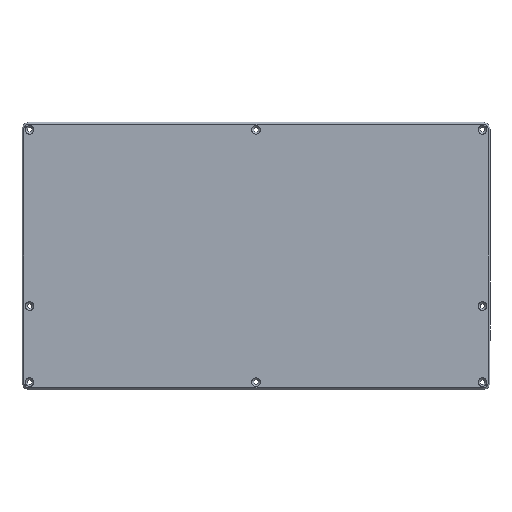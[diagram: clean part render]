
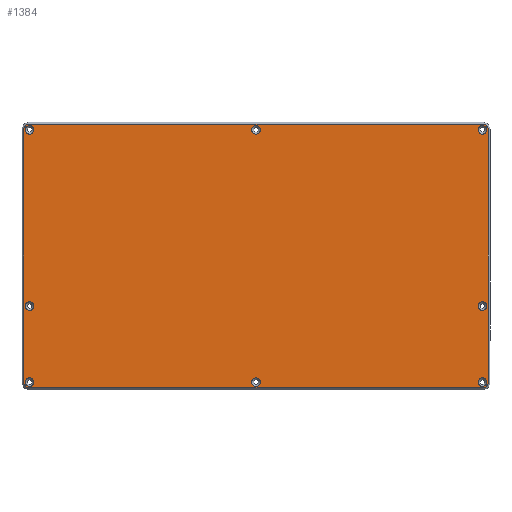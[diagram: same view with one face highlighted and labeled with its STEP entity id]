
A CAD part, front view. The second image highlights one B-rep face of the part: STEP entity #1384.
In plain terms, the highlighted planar face has unit normal (0, -1, 0).
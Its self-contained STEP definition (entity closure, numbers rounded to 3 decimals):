
#23=FACE_BOUND('',#282,.T.);
#24=FACE_BOUND('',#283,.T.);
#25=FACE_BOUND('',#284,.T.);
#26=FACE_BOUND('',#285,.T.);
#27=FACE_BOUND('',#286,.T.);
#28=FACE_BOUND('',#287,.T.);
#29=FACE_BOUND('',#288,.T.);
#30=FACE_BOUND('',#289,.T.);
#92=CIRCLE('',#1501,3.);
#93=CIRCLE('',#1504,3.);
#94=CIRCLE('',#1507,3.);
#96=CIRCLE('',#1511,3.);
#98=CIRCLE('',#1515,2.25);
#99=CIRCLE('',#1516,2.25);
#100=CIRCLE('',#1517,2.25);
#101=CIRCLE('',#1518,2.25);
#102=CIRCLE('',#1519,2.25);
#103=CIRCLE('',#1520,2.25);
#104=CIRCLE('',#1521,2.25);
#105=CIRCLE('',#1522,2.25);
#196=FACE_OUTER_BOUND('',#281,.T.);
#281=EDGE_LOOP('',(#1092,#1093,#1094,#1095,#1096,#1097,#1098,#1099));
#282=EDGE_LOOP('',(#1100));
#283=EDGE_LOOP('',(#1101));
#284=EDGE_LOOP('',(#1102));
#285=EDGE_LOOP('',(#1103));
#286=EDGE_LOOP('',(#1104));
#287=EDGE_LOOP('',(#1105));
#288=EDGE_LOOP('',(#1106));
#289=EDGE_LOOP('',(#1107));
#386=LINE('',#2254,#499);
#391=LINE('',#2265,#504);
#394=LINE('',#2273,#507);
#397=LINE('',#2284,#510);
#499=VECTOR('',#1774,10.);
#504=VECTOR('',#1785,10.);
#507=VECTOR('',#1794,10.);
#510=VECTOR('',#1805,10.);
#638=VERTEX_POINT('',#2251);
#639=VERTEX_POINT('',#2253);
#641=VERTEX_POINT('',#2259);
#642=VERTEX_POINT('',#2263);
#643=VERTEX_POINT('',#2267);
#644=VERTEX_POINT('',#2271);
#646=VERTEX_POINT('',#2276);
#648=VERTEX_POINT('',#2282);
#649=VERTEX_POINT('',#2292);
#650=VERTEX_POINT('',#2294);
#651=VERTEX_POINT('',#2296);
#652=VERTEX_POINT('',#2298);
#653=VERTEX_POINT('',#2300);
#654=VERTEX_POINT('',#2302);
#655=VERTEX_POINT('',#2304);
#656=VERTEX_POINT('',#2306);
#797=EDGE_CURVE('',#638,#639,#386,.T.);
#801=EDGE_CURVE('',#641,#638,#92,.T.);
#803=EDGE_CURVE('',#642,#641,#391,.T.);
#805=EDGE_CURVE('',#643,#642,#93,.T.);
#807=EDGE_CURVE('',#644,#643,#394,.T.);
#809=EDGE_CURVE('',#646,#644,#94,.T.);
#812=EDGE_CURVE('',#648,#646,#397,.T.);
#814=EDGE_CURVE('',#639,#648,#96,.T.);
#817=EDGE_CURVE('',#649,#649,#98,.T.);
#818=EDGE_CURVE('',#650,#650,#99,.T.);
#819=EDGE_CURVE('',#651,#651,#100,.T.);
#820=EDGE_CURVE('',#652,#652,#101,.T.);
#821=EDGE_CURVE('',#653,#653,#102,.T.);
#822=EDGE_CURVE('',#654,#654,#103,.T.);
#823=EDGE_CURVE('',#655,#655,#104,.T.);
#824=EDGE_CURVE('',#656,#656,#105,.T.);
#1092=ORIENTED_EDGE('',*,*,#797,.F.);
#1093=ORIENTED_EDGE('',*,*,#801,.F.);
#1094=ORIENTED_EDGE('',*,*,#803,.F.);
#1095=ORIENTED_EDGE('',*,*,#805,.F.);
#1096=ORIENTED_EDGE('',*,*,#807,.F.);
#1097=ORIENTED_EDGE('',*,*,#809,.F.);
#1098=ORIENTED_EDGE('',*,*,#812,.F.);
#1099=ORIENTED_EDGE('',*,*,#814,.F.);
#1100=ORIENTED_EDGE('',*,*,#817,.T.);
#1101=ORIENTED_EDGE('',*,*,#818,.T.);
#1102=ORIENTED_EDGE('',*,*,#819,.T.);
#1103=ORIENTED_EDGE('',*,*,#820,.T.);
#1104=ORIENTED_EDGE('',*,*,#821,.T.);
#1105=ORIENTED_EDGE('',*,*,#822,.T.);
#1106=ORIENTED_EDGE('',*,*,#823,.T.);
#1107=ORIENTED_EDGE('',*,*,#824,.T.);
#1339=PLANE('',#1514);
#1384=ADVANCED_FACE('',(#196,#23,#24,#25,#26,#27,#28,#29,#30),#1339,.F.);
#1501=AXIS2_PLACEMENT_3D('',#2261,#1780,#1781);
#1504=AXIS2_PLACEMENT_3D('',#2269,#1789,#1790);
#1507=AXIS2_PLACEMENT_3D('',#2278,#1798,#1799);
#1511=AXIS2_PLACEMENT_3D('',#2287,#1809,#1810);
#1514=AXIS2_PLACEMENT_3D('',#2291,#1816,#1817);
#1515=AXIS2_PLACEMENT_3D('',#2293,#1818,#1819);
#1516=AXIS2_PLACEMENT_3D('',#2295,#1820,#1821);
#1517=AXIS2_PLACEMENT_3D('',#2297,#1822,#1823);
#1518=AXIS2_PLACEMENT_3D('',#2299,#1824,#1825);
#1519=AXIS2_PLACEMENT_3D('',#2301,#1826,#1827);
#1520=AXIS2_PLACEMENT_3D('',#2303,#1828,#1829);
#1521=AXIS2_PLACEMENT_3D('',#2305,#1830,#1831);
#1522=AXIS2_PLACEMENT_3D('',#2307,#1832,#1833);
#1774=DIRECTION('',(0.,0.,1.));
#1780=DIRECTION('center_axis',(0.,1.,0.));
#1781=DIRECTION('ref_axis',(0.,0.,-1.));
#1785=DIRECTION('',(-1.,0.,0.));
#1789=DIRECTION('center_axis',(0.,1.,0.));
#1790=DIRECTION('ref_axis',(1.,0.,0.));
#1794=DIRECTION('',(0.,0.,-1.));
#1798=DIRECTION('center_axis',(0.,1.,0.));
#1799=DIRECTION('ref_axis',(0.,0.,1.));
#1805=DIRECTION('',(1.,0.,0.));
#1809=DIRECTION('center_axis',(0.,1.,0.));
#1810=DIRECTION('ref_axis',(-1.,0.,0.));
#1816=DIRECTION('center_axis',(0.,1.,0.));
#1817=DIRECTION('ref_axis',(1.,0.,0.));
#1818=DIRECTION('center_axis',(0.,1.,0.));
#1819=DIRECTION('ref_axis',(0.,0.,-1.));
#1820=DIRECTION('center_axis',(0.,1.,0.));
#1821=DIRECTION('ref_axis',(0.,0.,-1.));
#1822=DIRECTION('center_axis',(0.,1.,0.));
#1823=DIRECTION('ref_axis',(0.,0.,-1.));
#1824=DIRECTION('center_axis',(0.,1.,0.));
#1825=DIRECTION('ref_axis',(0.,0.,-1.));
#1826=DIRECTION('center_axis',(0.,1.,0.));
#1827=DIRECTION('ref_axis',(0.,0.,-1.));
#1828=DIRECTION('center_axis',(0.,1.,0.));
#1829=DIRECTION('ref_axis',(0.,0.,-1.));
#1830=DIRECTION('center_axis',(0.,1.,0.));
#1831=DIRECTION('ref_axis',(0.,0.,-1.));
#1832=DIRECTION('center_axis',(0.,1.,0.));
#1833=DIRECTION('ref_axis',(0.,0.,-1.));
#2251=CARTESIAN_POINT('',(-219.025,-9.6,-16.));
#2253=CARTESIAN_POINT('',(-219.025,-9.6,116.013));
#2254=CARTESIAN_POINT('',(-219.025,-9.6,83.01));
#2259=CARTESIAN_POINT('',(-216.025,-9.6,-19.));
#2261=CARTESIAN_POINT('Origin',(-216.025,-9.6,-16.));
#2263=CARTESIAN_POINT('',(20.763,-9.6,-19.));
#2265=CARTESIAN_POINT('',(-156.828,-9.6,-19.));
#2267=CARTESIAN_POINT('',(23.763,-9.6,-16.));
#2269=CARTESIAN_POINT('Origin',(20.763,-9.6,-16.));
#2271=CARTESIAN_POINT('',(23.763,-9.6,116.013));
#2273=CARTESIAN_POINT('',(23.763,-9.6,17.003));
#2276=CARTESIAN_POINT('',(20.763,-9.6,119.013));
#2278=CARTESIAN_POINT('Origin',(20.763,-9.6,116.013));
#2282=CARTESIAN_POINT('',(-216.025,-9.6,119.013));
#2284=CARTESIAN_POINT('',(-38.434,-9.6,119.013));
#2287=CARTESIAN_POINT('Origin',(-216.025,-9.6,116.013));
#2291=CARTESIAN_POINT('Origin',(-97.631,-9.6,50.007));
#2292=CARTESIAN_POINT('',(20.763,-9.6,118.263));
#2293=CARTESIAN_POINT('Origin',(20.763,-9.6,116.013));
#2294=CARTESIAN_POINT('',(-97.631,-9.6,-13.75));
#2295=CARTESIAN_POINT('Origin',(-97.631,-9.6,-16.));
#2296=CARTESIAN_POINT('',(-216.025,-9.6,26.062));
#2297=CARTESIAN_POINT('Origin',(-216.025,-9.6,23.812));
#2298=CARTESIAN_POINT('',(-216.025,-9.6,-13.75));
#2299=CARTESIAN_POINT('Origin',(-216.025,-9.6,-16.));
#2300=CARTESIAN_POINT('',(-216.025,-9.6,118.263));
#2301=CARTESIAN_POINT('Origin',(-216.025,-9.6,116.013));
#2302=CARTESIAN_POINT('',(20.763,-9.6,26.062));
#2303=CARTESIAN_POINT('Origin',(20.763,-9.6,23.812));
#2304=CARTESIAN_POINT('',(-97.631,-9.6,118.263));
#2305=CARTESIAN_POINT('Origin',(-97.631,-9.6,116.013));
#2306=CARTESIAN_POINT('',(20.763,-9.6,-13.75));
#2307=CARTESIAN_POINT('Origin',(20.763,-9.6,-16.));
